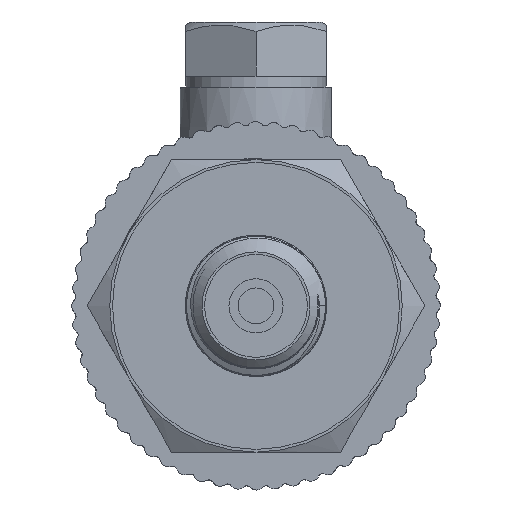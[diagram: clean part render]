
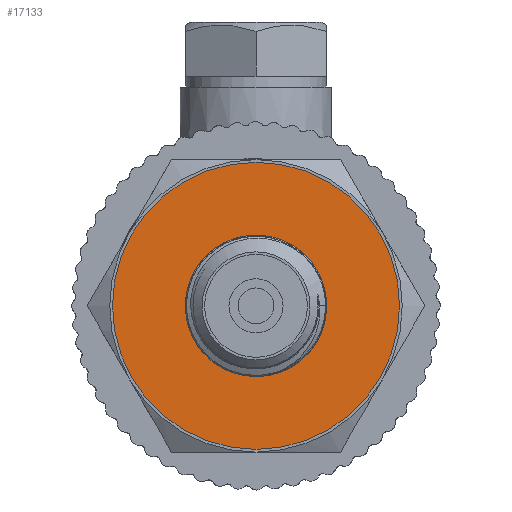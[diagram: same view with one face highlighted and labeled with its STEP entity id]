
A CAD part, left-side view. The second image highlights one B-rep face of the part: STEP entity #17133.
In plain terms, the highlighted planar face has unit normal (-1, 0, 0).
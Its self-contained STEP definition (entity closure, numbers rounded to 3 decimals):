
#146=PLANE('',#18073);
#760=FACE_BOUND('',#2434,.T.);
#1441=FACE_OUTER_BOUND('',#2433,.T.);
#2433=EDGE_LOOP('',(#13113));
#2434=EDGE_LOOP('',(#13114));
#3221=CIRCLE('',#18050,13.25);
#3222=CIRCLE('',#18052,6.5);
#7407=VERTEX_POINT('',#35481);
#7408=VERTEX_POINT('',#35853);
#9506=EDGE_CURVE('',#7407,#7407,#3221,.T.);
#9508=EDGE_CURVE('',#7408,#7408,#3222,.T.);
#13113=ORIENTED_EDGE('',*,*,#9506,.T.);
#13114=ORIENTED_EDGE('',*,*,#9508,.T.);
#17133=ADVANCED_FACE('',(#1441,#760),#146,.T.);
#18050=AXIS2_PLACEMENT_3D('',#35483,#19759,#19760);
#18052=AXIS2_PLACEMENT_3D('',#35854,#19763,#19764);
#18073=AXIS2_PLACEMENT_3D('',#37595,#19810,#19811);
#19759=DIRECTION('center_axis',(-1.,0.,0.));
#19760=DIRECTION('ref_axis',(0.,1.,0.));
#19763=DIRECTION('center_axis',(1.,0.,0.));
#19764=DIRECTION('ref_axis',(0.,0.,-1.));
#19810=DIRECTION('center_axis',(-1.,0.,0.));
#19811=DIRECTION('ref_axis',(0.,0.,1.));
#35481=CARTESIAN_POINT('',(-47.,-13.25,0.));
#35483=CARTESIAN_POINT('Origin',(-47.,0.,0.));
#35853=CARTESIAN_POINT('',(-47.,0.,6.5));
#35854=CARTESIAN_POINT('Origin',(-47.,0.,0.));
#37595=CARTESIAN_POINT('Origin',(-47.,13.5,0.));
